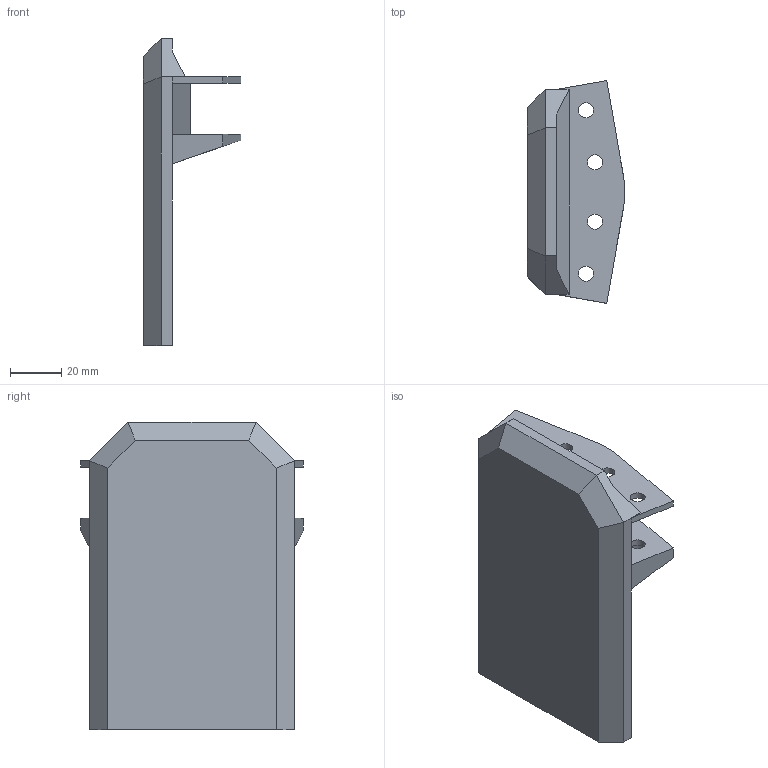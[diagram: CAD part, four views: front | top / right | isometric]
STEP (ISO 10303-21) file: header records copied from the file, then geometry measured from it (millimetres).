
FILE_DESCRIPTION(/* description */ (''),/* implementation_level */ '2;1');
FILE_NAME(/* name */ 'back2.step',/* time_stamp */ '2025-07-12T21:05:14+08:00',/* author */ (''),/* organization */ (''),/* preprocessor_version */ 'ST-DEVELOPER v20.1',/* originating_system */ 'Autodesk Translation Framework v14.10.0.0',/* authorisation */ '');
FILE_SCHEMA (('AUTOMOTIVE_DESIGN { 1 0 10303 214 3 1 1 }'));
Length unit declared in the file: millimetre
Products named in the file (1): back2
Bounding box: 38 x 86.9 x 120 mm (x, y, z)
Volume: 93047.5 mm3; surface area: 30968 mm2
Topology: 1 solids, 1 shells, 61 faces, 151 edges, 96 vertices
Faces by surface type: plane 49, cylinder 12
Full cylindrical faces by diameter (mm): 5.9 x8, 9 x4
Entity records: 1849 total; most frequent: CARTESIAN_POINT 309, ORIENTED_EDGE 302, DIRECTION 299, EDGE_CURVE 151, LINE 127, VECTOR 127, VERTEX_POINT 96, AXIS2_PLACEMENT_3D 86
